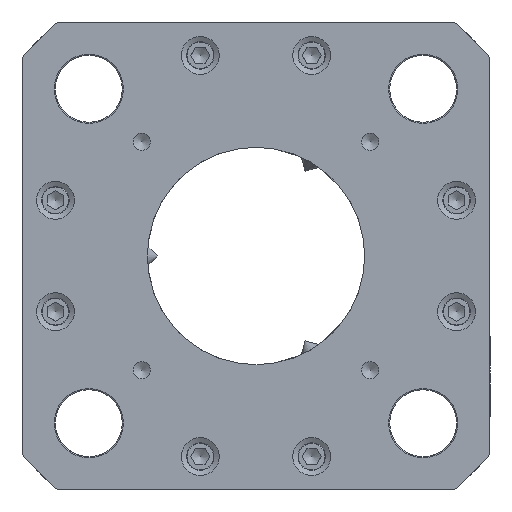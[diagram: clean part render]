
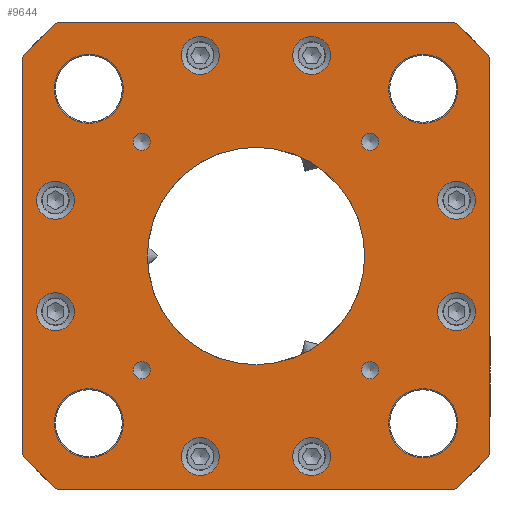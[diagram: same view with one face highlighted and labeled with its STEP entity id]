
A CAD part, left-side view. The second image highlights one B-rep face of the part: STEP entity #9644.
In plain terms, the highlighted planar face has unit normal (-1, 0, 0).
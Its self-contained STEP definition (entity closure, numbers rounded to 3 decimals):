
#576=FACE_BOUND('',#1910,.T.);
#577=FACE_BOUND('',#1911,.T.);
#578=FACE_BOUND('',#1912,.T.);
#579=FACE_BOUND('',#1913,.T.);
#580=FACE_BOUND('',#1914,.T.);
#581=FACE_BOUND('',#1915,.T.);
#582=FACE_BOUND('',#1916,.T.);
#583=FACE_BOUND('',#1917,.T.);
#584=FACE_BOUND('',#1918,.T.);
#585=FACE_BOUND('',#1919,.T.);
#586=FACE_BOUND('',#1920,.T.);
#587=FACE_BOUND('',#1921,.T.);
#588=FACE_BOUND('',#1922,.T.);
#589=FACE_BOUND('',#1923,.T.);
#590=FACE_BOUND('',#1924,.T.);
#591=FACE_BOUND('',#1925,.T.);
#592=FACE_BOUND('',#1926,.T.);
#760=PLANE('',#10552);
#1261=FACE_OUTER_BOUND('',#1909,.T.);
#1909=EDGE_LOOP('',(#8101,#8102,#8103,#8104,#8105,#8106,#8107,#8108));
#1910=EDGE_LOOP('',(#8109));
#1911=EDGE_LOOP('',(#8110));
#1912=EDGE_LOOP('',(#8111));
#1913=EDGE_LOOP('',(#8112));
#1914=EDGE_LOOP('',(#8113));
#1915=EDGE_LOOP('',(#8114));
#1916=EDGE_LOOP('',(#8115));
#1917=EDGE_LOOP('',(#8116));
#1918=EDGE_LOOP('',(#8117));
#1919=EDGE_LOOP('',(#8118));
#1920=EDGE_LOOP('',(#8119));
#1921=EDGE_LOOP('',(#8120));
#1922=EDGE_LOOP('',(#8121));
#1923=EDGE_LOOP('',(#8122));
#1924=EDGE_LOOP('',(#8123));
#1925=EDGE_LOOP('',(#8124));
#1926=EDGE_LOOP('',(#8125));
#2553=LINE('',#16952,#3226);
#2565=LINE('',#17000,#3238);
#2569=LINE('',#17009,#3242);
#2575=LINE('',#17031,#3248);
#3226=VECTOR('',#12715,10.);
#3238=VECTOR('',#12769,10.);
#3242=VECTOR('',#12775,10.);
#3248=VECTOR('',#12803,10.);
#3525=CIRCLE('',#10184,1.7);
#3528=CIRCLE('',#10190,1.7);
#3531=CIRCLE('',#10196,1.7);
#3534=CIRCLE('',#10202,1.7);
#3549=CIRCLE('',#10232,1.7);
#3552=CIRCLE('',#10237,1.7);
#3555=CIRCLE('',#10242,1.7);
#3558=CIRCLE('',#10247,1.7);
#3584=CIRCLE('',#10309,3.1);
#3605=CIRCLE('',#10349,3.1);
#3648=CIRCLE('',#10461,3.1);
#3651=CIRCLE('',#10472,9.75);
#3657=CIRCLE('',#10483,27.5);
#3676=CIRCLE('',#10522,3.1);
#3678=CIRCLE('',#10526,0.784);
#3680=CIRCLE('',#10530,0.784);
#3682=CIRCLE('',#10534,0.784);
#3684=CIRCLE('',#10538,0.784);
#3688=CIRCLE('',#10546,27.5);
#3689=CIRCLE('',#10548,27.5);
#3690=CIRCLE('',#10550,27.5);
#4247=VERTEX_POINT('',#16248);
#4250=VERTEX_POINT('',#16260);
#4253=VERTEX_POINT('',#16272);
#4256=VERTEX_POINT('',#16284);
#4271=VERTEX_POINT('',#16344);
#4274=VERTEX_POINT('',#16354);
#4277=VERTEX_POINT('',#16364);
#4280=VERTEX_POINT('',#16374);
#4314=VERTEX_POINT('',#16502);
#4343=VERTEX_POINT('',#16590);
#4426=VERTEX_POINT('',#16826);
#4430=VERTEX_POINT('',#16845);
#4436=VERTEX_POINT('',#16864);
#4439=VERTEX_POINT('',#16869);
#4465=VERTEX_POINT('',#16949);
#4468=VERTEX_POINT('',#16959);
#4471=VERTEX_POINT('',#16968);
#4474=VERTEX_POINT('',#16977);
#4477=VERTEX_POINT('',#16986);
#4480=VERTEX_POINT('',#16995);
#4481=VERTEX_POINT('',#16999);
#4483=VERTEX_POINT('',#17005);
#4485=VERTEX_POINT('',#17008);
#4489=VERTEX_POINT('',#17021);
#4490=VERTEX_POINT('',#17025);
#5356=EDGE_CURVE('',#4247,#4247,#3525,.T.);
#5362=EDGE_CURVE('',#4250,#4250,#3528,.T.);
#5368=EDGE_CURVE('',#4253,#4253,#3531,.T.);
#5374=EDGE_CURVE('',#4256,#4256,#3534,.T.);
#5404=EDGE_CURVE('',#4271,#4271,#3549,.T.);
#5409=EDGE_CURVE('',#4274,#4274,#3552,.T.);
#5414=EDGE_CURVE('',#4277,#4277,#3555,.T.);
#5419=EDGE_CURVE('',#4280,#4280,#3558,.T.);
#5481=EDGE_CURVE('',#4314,#4314,#3584,.T.);
#5521=EDGE_CURVE('',#4343,#4343,#3605,.T.);
#5633=EDGE_CURVE('',#4426,#4426,#3648,.T.);
#5644=EDGE_CURVE('',#4430,#4430,#3651,.T.);
#5657=EDGE_CURVE('',#4439,#4436,#3657,.T.);
#5693=EDGE_CURVE('',#4439,#4465,#2553,.T.);
#5697=EDGE_CURVE('',#4468,#4468,#3676,.T.);
#5701=EDGE_CURVE('',#4471,#4471,#3678,.T.);
#5705=EDGE_CURVE('',#4474,#4474,#3680,.T.);
#5709=EDGE_CURVE('',#4477,#4477,#3682,.T.);
#5713=EDGE_CURVE('',#4480,#4480,#3684,.T.);
#5715=EDGE_CURVE('',#4481,#4436,#2565,.T.);
#5719=EDGE_CURVE('',#4485,#4483,#2569,.T.);
#5726=EDGE_CURVE('',#4481,#4489,#3688,.T.);
#5729=EDGE_CURVE('',#4490,#4483,#3689,.T.);
#5730=EDGE_CURVE('',#4485,#4465,#3690,.T.);
#5731=EDGE_CURVE('',#4490,#4489,#2575,.T.);
#8101=ORIENTED_EDGE('',*,*,#5715,.T.);
#8102=ORIENTED_EDGE('',*,*,#5657,.F.);
#8103=ORIENTED_EDGE('',*,*,#5693,.T.);
#8104=ORIENTED_EDGE('',*,*,#5730,.F.);
#8105=ORIENTED_EDGE('',*,*,#5719,.T.);
#8106=ORIENTED_EDGE('',*,*,#5729,.F.);
#8107=ORIENTED_EDGE('',*,*,#5731,.T.);
#8108=ORIENTED_EDGE('',*,*,#5726,.F.);
#8109=ORIENTED_EDGE('',*,*,#5356,.T.);
#8110=ORIENTED_EDGE('',*,*,#5362,.T.);
#8111=ORIENTED_EDGE('',*,*,#5368,.T.);
#8112=ORIENTED_EDGE('',*,*,#5374,.T.);
#8113=ORIENTED_EDGE('',*,*,#5404,.T.);
#8114=ORIENTED_EDGE('',*,*,#5409,.T.);
#8115=ORIENTED_EDGE('',*,*,#5414,.T.);
#8116=ORIENTED_EDGE('',*,*,#5419,.T.);
#8117=ORIENTED_EDGE('',*,*,#5481,.T.);
#8118=ORIENTED_EDGE('',*,*,#5521,.T.);
#8119=ORIENTED_EDGE('',*,*,#5633,.T.);
#8120=ORIENTED_EDGE('',*,*,#5697,.T.);
#8121=ORIENTED_EDGE('',*,*,#5701,.T.);
#8122=ORIENTED_EDGE('',*,*,#5705,.T.);
#8123=ORIENTED_EDGE('',*,*,#5709,.T.);
#8124=ORIENTED_EDGE('',*,*,#5713,.T.);
#8125=ORIENTED_EDGE('',*,*,#5644,.T.);
#9644=ADVANCED_FACE('',(#1261,#576,#577,#578,#579,#580,#581,#582,#583,#584,
#585,#586,#587,#588,#589,#590,#591,#592),#760,.T.);
#10184=AXIS2_PLACEMENT_3D('',#16249,#11896,#11897);
#10190=AXIS2_PLACEMENT_3D('',#16261,#11911,#11912);
#10196=AXIS2_PLACEMENT_3D('',#16273,#11926,#11927);
#10202=AXIS2_PLACEMENT_3D('',#16285,#11941,#11942);
#10232=AXIS2_PLACEMENT_3D('',#16345,#12016,#12017);
#10237=AXIS2_PLACEMENT_3D('',#16355,#12028,#12029);
#10242=AXIS2_PLACEMENT_3D('',#16365,#12040,#12041);
#10247=AXIS2_PLACEMENT_3D('',#16375,#12052,#12053);
#10309=AXIS2_PLACEMENT_3D('',#16503,#12208,#12209);
#10349=AXIS2_PLACEMENT_3D('',#16591,#12307,#12308);
#10461=AXIS2_PLACEMENT_3D('',#16827,#12572,#12573);
#10472=AXIS2_PLACEMENT_3D('',#16846,#12598,#12599);
#10483=AXIS2_PLACEMENT_3D('',#16871,#12625,#12626);
#10522=AXIS2_PLACEMENT_3D('',#16960,#12724,#12725);
#10526=AXIS2_PLACEMENT_3D('',#16969,#12734,#12735);
#10530=AXIS2_PLACEMENT_3D('',#16978,#12744,#12745);
#10534=AXIS2_PLACEMENT_3D('',#16987,#12754,#12755);
#10538=AXIS2_PLACEMENT_3D('',#16996,#12764,#12765);
#10546=AXIS2_PLACEMENT_3D('',#17022,#12789,#12790);
#10548=AXIS2_PLACEMENT_3D('',#17027,#12795,#12796);
#10550=AXIS2_PLACEMENT_3D('',#17029,#12799,#12800);
#10552=AXIS2_PLACEMENT_3D('',#17032,#12804,#12805);
#11896=DIRECTION('center_axis',(1.,0.,0.));
#11897=DIRECTION('ref_axis',(0.,-1.,0.));
#11911=DIRECTION('center_axis',(1.,0.,0.));
#11912=DIRECTION('ref_axis',(0.,-1.,0.));
#11926=DIRECTION('center_axis',(1.,0.,0.));
#11927=DIRECTION('ref_axis',(0.,-1.,0.));
#11941=DIRECTION('center_axis',(1.,0.,0.));
#11942=DIRECTION('ref_axis',(0.,-1.,0.));
#12016=DIRECTION('center_axis',(1.,0.,0.));
#12017=DIRECTION('ref_axis',(0.,0.,1.));
#12028=DIRECTION('center_axis',(1.,0.,0.));
#12029=DIRECTION('ref_axis',(0.,0.,1.));
#12040=DIRECTION('center_axis',(1.,0.,0.));
#12041=DIRECTION('ref_axis',(0.,0.,1.));
#12052=DIRECTION('center_axis',(1.,0.,0.));
#12053=DIRECTION('ref_axis',(0.,0.,1.));
#12208=DIRECTION('center_axis',(1.,0.,0.));
#12209=DIRECTION('ref_axis',(0.,1.,0.));
#12307=DIRECTION('center_axis',(1.,0.,0.));
#12308=DIRECTION('ref_axis',(0.,0.,
-1.));
#12572=DIRECTION('center_axis',(1.,0.,0.));
#12573=DIRECTION('ref_axis',(0.,0.,
1.));
#12598=DIRECTION('center_axis',(1.,0.,0.));
#12599=DIRECTION('ref_axis',(0.,0.,1.));
#12625=DIRECTION('center_axis',(1.,0.,0.));
#12626=DIRECTION('ref_axis',(0.,1.,0.));
#12715=DIRECTION('',(0.,0.,1.));
#12724=DIRECTION('center_axis',(1.,0.,0.));
#12725=DIRECTION('ref_axis',(0.,-1.,0.));
#12734=DIRECTION('center_axis',(1.,0.,0.));
#12735=DIRECTION('ref_axis',(0.,0.,1.));
#12744=DIRECTION('center_axis',(1.,0.,0.));
#12745=DIRECTION('ref_axis',(0.,0.,1.));
#12754=DIRECTION('center_axis',(1.,0.,0.));
#12755=DIRECTION('ref_axis',(0.,0.,1.));
#12764=DIRECTION('center_axis',(1.,0.,0.));
#12765=DIRECTION('ref_axis',(0.,0.,1.));
#12769=DIRECTION('',(0.,-1.,0.));
#12775=DIRECTION('',(0.,1.,0.));
#12789=DIRECTION('center_axis',(1.,0.,0.));
#12790=DIRECTION('ref_axis',(0.,1.,0.));
#12795=DIRECTION('center_axis',(1.,0.,0.));
#12796=DIRECTION('ref_axis',(0.,1.,0.));
#12799=DIRECTION('center_axis',(1.,0.,0.));
#12800=DIRECTION('ref_axis',(0.,1.,0.));
#12803=DIRECTION('',(0.,0.,-1.));
#12804=DIRECTION('center_axis',(-1.,0.,0.));
#12805=DIRECTION('ref_axis',(0.,0.,1.));
#16248=CARTESIAN_POINT('',(-21.,-0.448,-5.));
#16249=CARTESIAN_POINT('Origin',(-21.,-2.148,-5.));
#16260=CARTESIAN_POINT('',(-21.,-0.448,5.));
#16261=CARTESIAN_POINT('Origin',(-21.,-2.148,5.));
#16272=CARTESIAN_POINT('',(-21.,35.552,-5.));
#16273=CARTESIAN_POINT('Origin',(-21.,33.852,-5.));
#16284=CARTESIAN_POINT('',(-21.,35.552,5.));
#16285=CARTESIAN_POINT('Origin',(-21.,33.852,5.));
#16344=CARTESIAN_POINT('',(-21.,20.852,16.3));
#16345=CARTESIAN_POINT('Origin',(-21.,20.852,18.));
#16354=CARTESIAN_POINT('',(-21.,10.852,16.3));
#16355=CARTESIAN_POINT('Origin',(-21.,10.852,18.));
#16364=CARTESIAN_POINT('',(-21.,10.852,-19.7));
#16365=CARTESIAN_POINT('Origin',(-21.,10.852,-18.));
#16374=CARTESIAN_POINT('',(-21.,20.852,-19.7));
#16375=CARTESIAN_POINT('Origin',(-21.,20.852,-18.));
#16502=CARTESIAN_POINT('',(-21.,-2.248,-15.));
#16503=CARTESIAN_POINT('Origin',(-21.,0.852,-15.));
#16590=CARTESIAN_POINT('',(-21.,0.852,18.1));
#16591=CARTESIAN_POINT('Origin',(-21.,0.852,15.));
#16826=CARTESIAN_POINT('',(-21.,30.852,-18.1));
#16827=CARTESIAN_POINT('Origin',(-21.,30.852,-15.));
#16845=CARTESIAN_POINT('',(-21.,15.852,-9.75));
#16846=CARTESIAN_POINT('Origin',(-21.,15.852,0.));
#16864=CARTESIAN_POINT('',(-21.,-1.903,-21.));
#16869=CARTESIAN_POINT('',(-21.,-5.148,-17.755));
#16871=CARTESIAN_POINT('Origin',(-21.,15.852,0.));
#16949=CARTESIAN_POINT('',(-21.,-5.148,17.755));
#16952=CARTESIAN_POINT('',(-21.,-5.148,11.315));
#16959=CARTESIAN_POINT('',(-21.,33.952,15.));
#16960=CARTESIAN_POINT('Origin',(-21.,30.852,15.));
#16968=CARTESIAN_POINT('',(-21.,5.602,-11.034));
#16969=CARTESIAN_POINT('Origin',(-21.,5.602,-10.25));
#16977=CARTESIAN_POINT('',(-21.,5.602,9.467));
#16978=CARTESIAN_POINT('Origin',(-21.,5.602,10.25));
#16986=CARTESIAN_POINT('',(-21.,26.102,9.466));
#16987=CARTESIAN_POINT('Origin',(-21.,26.102,10.25));
#16995=CARTESIAN_POINT('',(-21.,26.102,-11.034));
#16996=CARTESIAN_POINT('Origin',(-21.,26.102,-10.25));
#16999=CARTESIAN_POINT('',(-21.,33.607,-21.));
#17000=CARTESIAN_POINT('',(-21.,11.412,-21.));
#17005=CARTESIAN_POINT('',(-21.,33.607,21.));
#17008=CARTESIAN_POINT('',(-21.,-1.903,21.));
#17009=CARTESIAN_POINT('',(-21.,34.042,21.));
#17021=CARTESIAN_POINT('',(-21.,36.852,-17.755));
#17022=CARTESIAN_POINT('Origin',(-21.,15.852,0.));
#17025=CARTESIAN_POINT('',(-21.,36.852,17.755));
#17027=CARTESIAN_POINT('Origin',(-21.,15.852,0.));
#17029=CARTESIAN_POINT('Origin',(-21.,15.852,0.));
#17031=CARTESIAN_POINT('',(-21.,36.852,-11.315));
#17032=CARTESIAN_POINT('Origin',(-21.,29.602,0.));
